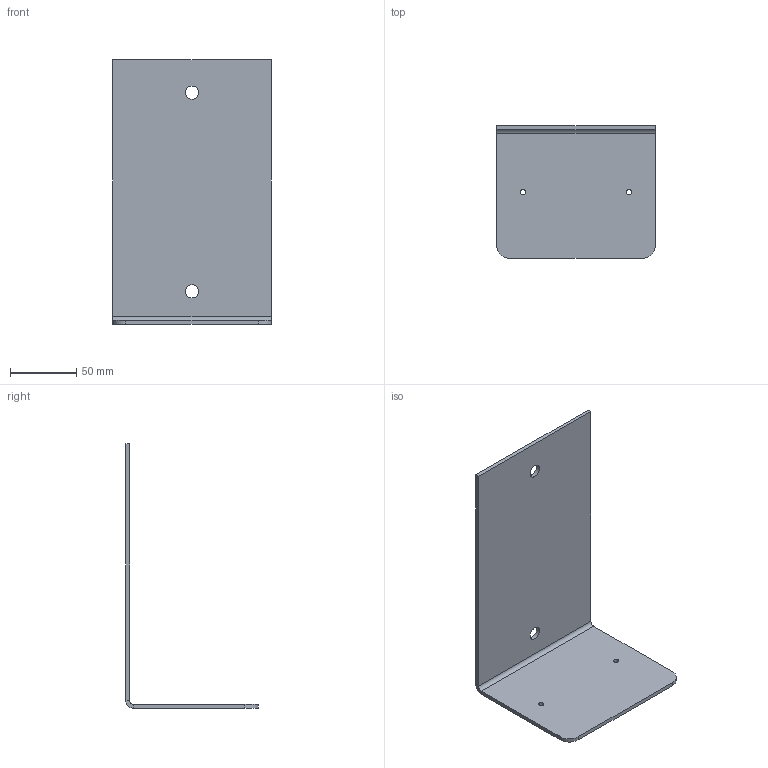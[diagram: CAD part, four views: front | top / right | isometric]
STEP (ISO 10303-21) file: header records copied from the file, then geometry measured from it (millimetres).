
FILE_DESCRIPTION(/* description */ ('STEP AP214'),/* implementation_level */ '2;1');
FILE_NAME(/* name */ '68b990e46f2d604265d7de93',/* time_stamp */ '2025-09-04T13:15:17Z',/* author */ (''),/* organization */ (''),/* preprocessor_version */ 'ST-DEVELOPER v20',/* originating_system */ 'ONSHAPE BY PTC INC, 1.203',/* authorisation */ ' ');
FILE_SCHEMA (('AUTOMOTIVE_DESIGN {1 0 10303 214 3 1 1}'));
Length unit declared in the file: metre
Products named in the file (1): Part 1
Bounding box: 120 x 100 x 200 mm (x, y, z)
Volume: 105549.3 mm3; surface area: 73094.7 mm2
Topology: 1 solids, 1 shells, 20 faces, 46 edges, 28 vertices
Faces by surface type: plane 12, cylinder 8
Full cylindrical faces by diameter (mm): 4 x2, 10 x2
Entity records: 588 total; most frequent: DIRECTION 100, CARTESIAN_POINT 91, ORIENTED_EDGE 84, EDGE_CURVE 42, AXIS2_PLACEMENT_3D 37, EDGE_LOOP 32, FACE_BOUND 32, VERTEX_POINT 28
